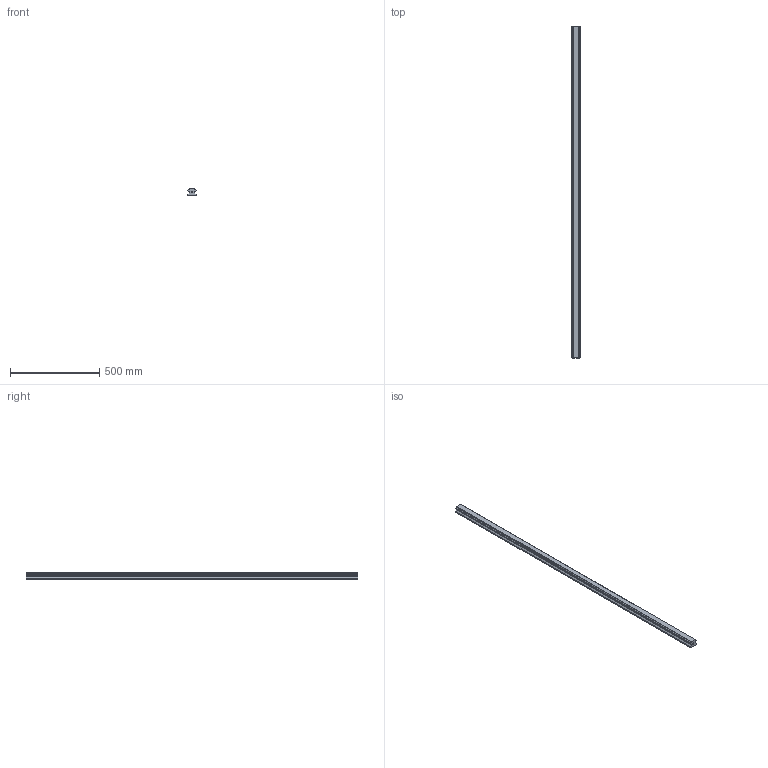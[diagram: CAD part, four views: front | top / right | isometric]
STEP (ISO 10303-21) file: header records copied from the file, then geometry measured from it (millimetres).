
FILE_DESCRIPTION(('STEP AP214'),'1');
FILE_NAME('cctmp_9316DF67-7CC2-4825-A1ED-A40972AAEFFF_2021_02_01_11_41_55_0754..stp','2021-02-01T10:41:55',('HIWIN GmbH'),('CADClick - www.CADClick.com'),'Spatial InterOp 3D',' ','unknown authorization');
FILE_SCHEMA(('AUTOMOTIVE_DESIGN'));
Length unit declared in the file: millimetre
Products named in the file (1): HGR45T1865C_FILE
Bounding box: 45 x 1865 x 38 mm (x, y, z)
Volume: 2611306.5 mm3; surface area: 339051.5 mm2
Topology: 1 solids, 1 shells, 169 faces, 453 edges, 272 vertices
Faces by surface type: plane 93, cylinder 40, cone 36
Entity records: 6323 total; most frequent: CARTESIAN_POINT 859, DIRECTION 837, ORIENTED_EDGE 834, EDGE_CURVE 417, LINE 337, VECTOR 337, VERTEX_POINT 272, AXIS2_PLACEMENT_3D 250
